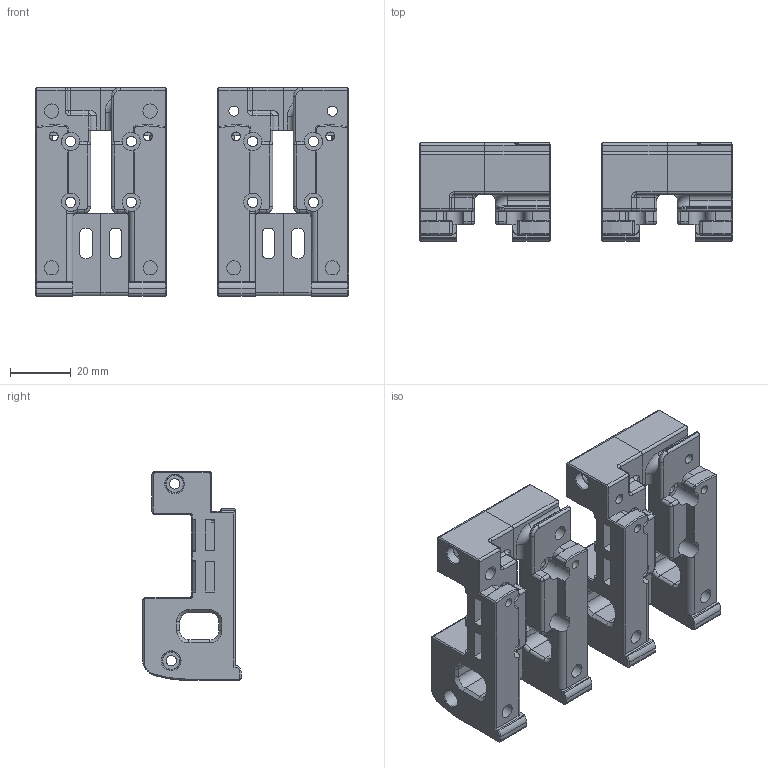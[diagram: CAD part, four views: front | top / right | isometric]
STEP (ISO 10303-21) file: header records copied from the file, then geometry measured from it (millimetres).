
FILE_DESCRIPTION(/* description */ (''),/* implementation_level */ '2;1');
FILE_NAME(/* name */ '9MM belt CW1-2 carriages v1.step',/* time_stamp */ '2022-11-19T14:22:16-06:00',/* author */ (''),/* organization */ (''),/* preprocessor_version */ 'ST-DEVELOPER v19.2',/* originating_system */ 'Autodesk Translation Framework v11.17.0.187',/* authorisation */ '');
FILE_SCHEMA (('AUTOMOTIVE_DESIGN { 1 0 10303 214 3 1 1 }'));
Length unit declared in the file: millimetre
Products named in the file (1): 9MM belt CW1-2 carriages
Bounding box: 103.2 x 32.4 x 68.75 mm (x, y, z)
Volume: 78640.5 mm3; surface area: 38113.7 mm2
Topology: 4 solids, 4 shells, 999 faces, 2639 edges, 1643 vertices
Faces by surface type: plane 500, cylinder 296, cone 90, torus 59, bspline 42, sphere 12
Full cylindrical faces by diameter (mm): 1.9 x4, 2.9 x4, 3.3 x2, 3.4 x16, 4.7 x6, 6 x14
Entity records: 33017 total; most frequent: CARTESIAN_POINT 8127, ORIENTED_EDGE 5268, DIRECTION 5149, EDGE_CURVE 2634, AXIS2_PLACEMENT_3D 1748, LINE 1653, VECTOR 1653, VERTEX_POINT 1643
